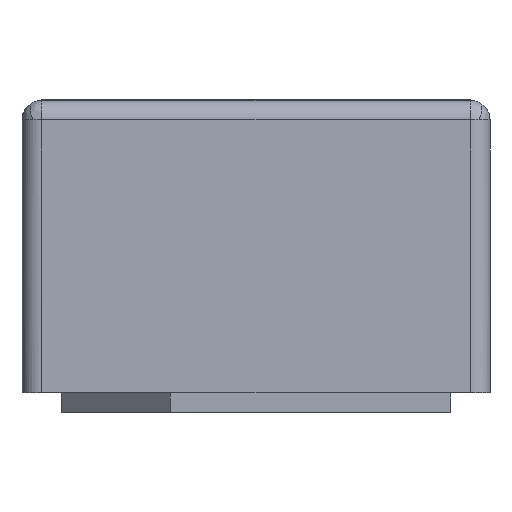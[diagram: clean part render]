
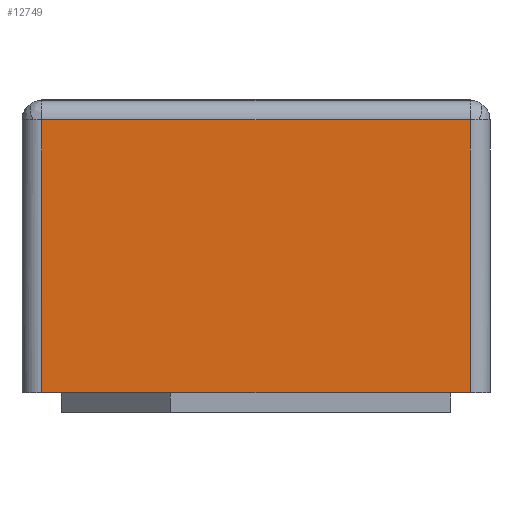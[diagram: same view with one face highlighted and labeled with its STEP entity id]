
A CAD part, left-side view. The second image highlights one B-rep face of the part: STEP entity #12749.
In plain terms, the highlighted planar face has unit normal (-1, 0, 0).
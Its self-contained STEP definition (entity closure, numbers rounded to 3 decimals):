
#250 = CARTESIAN_POINT ( 'NONE',  ( -0.5, 0.3, 0.375 ) ) ;
#1072 = LINE ( 'NONE', #6327, #20363 ) ;
#2181 = DIRECTION ( 'NONE',  ( 0., -1., 0. ) ) ;
#3681 = EDGE_CURVE ( 'NONE', #27360, #13152, #4373, .T. ) ;
#3961 = CARTESIAN_POINT ( 'NONE',  ( -0.5, 0.275, 0. ) ) ;
#4373 = LINE ( 'NONE', #3961, #20707 ) ;
#4627 = ORIENTED_EDGE ( 'NONE', *, *, #12434, .T. ) ;
#4727 = EDGE_CURVE ( 'NONE', #13152, #8461, #1072, .T. ) ;
#6327 = CARTESIAN_POINT ( 'NONE',  ( -0.5, 0., 0.025 ) ) ;
#7962 = DIRECTION ( 'NONE',  ( -1., 0., 0. ) ) ;
#8461 = VERTEX_POINT ( 'NONE', #18699 ) ;
#8726 = LINE ( 'NONE', #250, #14359 ) ;
#11931 = DIRECTION ( 'NONE',  ( 0., 0., -1. ) ) ;
#12434 = EDGE_CURVE ( 'NONE', #12587, #27360, #8726, .T. ) ;
#12587 = VERTEX_POINT ( 'NONE', #26050 ) ;
#12749 = ADVANCED_FACE ( 'NONE', ( #16001 ), #24838, .T. ) ;
#13152 = VERTEX_POINT ( 'NONE', #14204 ) ;
#14204 = CARTESIAN_POINT ( 'NONE',  ( -0.5, 0.275, 0.025 ) ) ;
#14263 = ORIENTED_EDGE ( 'NONE', *, *, #4727, .T. ) ;
#14359 = VECTOR ( 'NONE', #17251, 1000. ) ;
#14930 = ORIENTED_EDGE ( 'NONE', *, *, #3681, .T. ) ;
#16001 = FACE_OUTER_BOUND ( 'NONE', #18078, .T. ) ;
#17251 = DIRECTION ( 'NONE',  ( 0., 1., 0. ) ) ;
#18078 = EDGE_LOOP ( 'NONE', ( #14930, #14263, #21213, #4627 ) ) ;
#18629 = LINE ( 'NONE', #26747, #24234 ) ;
#18699 = CARTESIAN_POINT ( 'NONE',  ( -0.5, -0.275, 0.025 ) ) ;
#18901 = AXIS2_PLACEMENT_3D ( 'NONE', #20691, #7962, #22785 ) ;
#20363 = VECTOR ( 'NONE', #2181, 1000. ) ;
#20663 = CARTESIAN_POINT ( 'NONE',  ( -0.5, 0.275, 0.375 ) ) ;
#20691 = CARTESIAN_POINT ( 'NONE',  ( -0.5, 0.3, 0. ) ) ;
#20707 = VECTOR ( 'NONE', #20990, 1000. ) ;
#20990 = DIRECTION ( 'NONE',  ( 0., 0., -1. ) ) ;
#21148 = EDGE_CURVE ( 'NONE', #12587, #8461, #18629, .T. ) ;
#21213 = ORIENTED_EDGE ( 'NONE', *, *, #21148, .F. ) ;
#22785 = DIRECTION ( 'NONE',  ( 0., -1., 0. ) ) ;
#24234 = VECTOR ( 'NONE', #11931, 1000. ) ;
#24838 = PLANE ( 'NONE',  #18901 ) ;
#26050 = CARTESIAN_POINT ( 'NONE',  ( -0.5, -0.275, 0.375 ) ) ;
#26747 = CARTESIAN_POINT ( 'NONE',  ( -0.5, -0.275, 0. ) ) ;
#27360 = VERTEX_POINT ( 'NONE', #20663 ) ;
